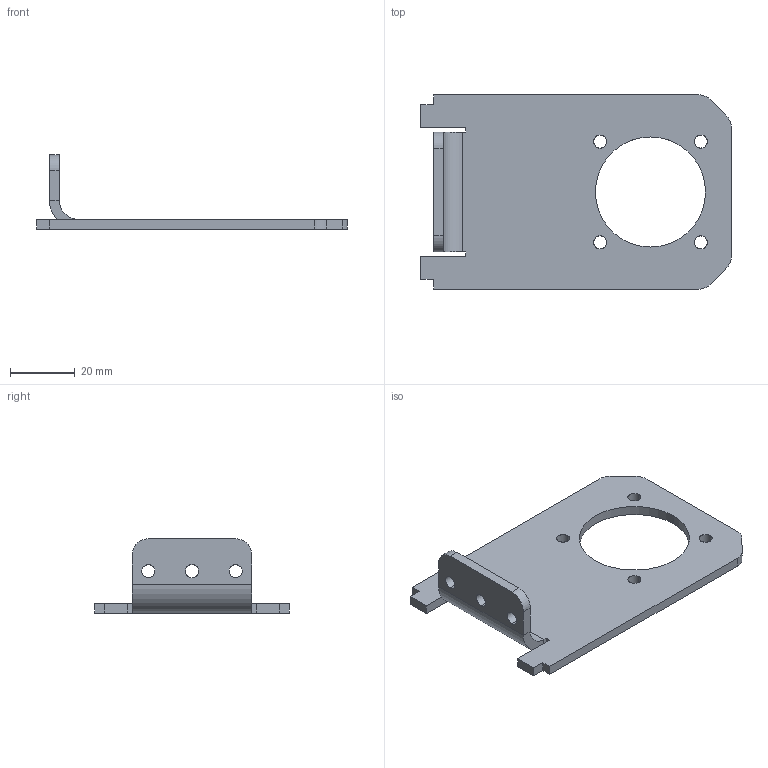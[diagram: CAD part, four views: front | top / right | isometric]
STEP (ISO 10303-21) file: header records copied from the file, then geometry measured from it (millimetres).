
FILE_DESCRIPTION (( 'STEP AP203' ), '1' );
FILE_NAME ('diff_side_plate_shaft_right_Default_sldprt.STEP', '2025-04-29T14:53:57', ( '' ), ( '' ), 'SwSTEP 2.0', 'SolidWorks 2024', '' );
FILE_SCHEMA (( 'CONFIG_CONTROL_DESIGN' ));
Length unit declared in the file: millimetre
Products named in the file (1): diff_side_plate_shaft_right_Default_sldprt
Bounding box: 96 x 60 x 23 mm (x, y, z)
Volume: 15282.4 mm3; surface area: 11908.4 mm2
Topology: 1 solids, 1 shells, 64 faces, 164 edges, 102 vertices
Faces by surface type: plane 26, cylinder 24, cone 14
Entity records: 2043 total; most frequent: DIRECTION 356, CARTESIAN_POINT 331, ORIENTED_EDGE 328, EDGE_CURVE 164, AXIS2_PLACEMENT_3D 127, VERTEX_POINT 102, VECTOR 102, LINE 102
